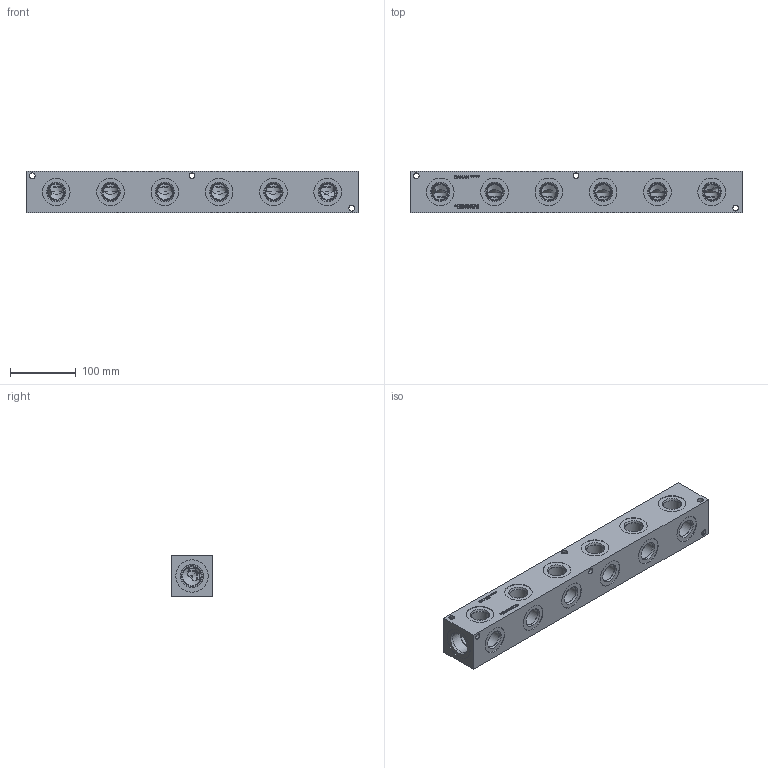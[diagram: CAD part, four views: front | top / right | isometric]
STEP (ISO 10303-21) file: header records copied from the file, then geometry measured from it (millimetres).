
FILE_DESCRIPTION(/* description */ (''),/* implementation_level */ '2;1');
FILE_NAME(/* name */ '_H0900612S.stp',/* time_stamp */ '2022-06-02T10:51:00-04:00',/* author */ ('bobbyh'),/* organization */ (''),/* preprocessor_version */ 'ST-DEVELOPER v18',/* originating_system */ 'Autodesk Inventor 2020',/* authorisation */ '');
FILE_SCHEMA (('AUTOMOTIVE_DESIGN { 1 0 10303 214 3 1 1 }'));
Length unit declared in the file: millimetre
Products named in the file (1): Part_+H0900612S_3D
Bounding box: 504.82 x 63.5 x 63.5 mm (x, y, z)
Volume: 1758550.2 mm3; surface area: 173604.5 mm2
Topology: 1 solids, 1 shells, 508 faces, 1379 edges, 907 vertices
Faces by surface type: plane 242, bspline 110, cylinder 91, cone 65
Full cylindrical faces by diameter (mm): 8.738 x12, 26.99 x1, 27 x11, 27.432 x12, 28.575 x2, 31.267 x2, 33.34 x1, 33.35 x1, 33.757 x2, 35.509 x1, 42.037 x12, 49.124 x2
Entity records: 17306 total; most frequent: CARTESIAN_POINT 4701, ORIENTED_EDGE 2756, DIRECTION 2194, EDGE_CURVE 1378, VERTEX_POINT 907, LINE 758, VECTOR 758, AXIS2_PLACEMENT_3D 718
